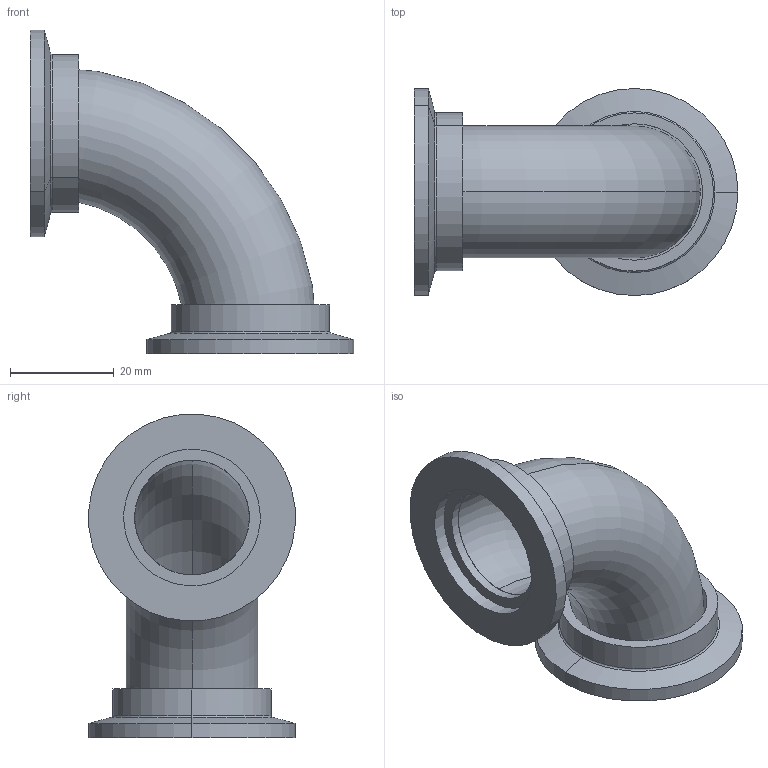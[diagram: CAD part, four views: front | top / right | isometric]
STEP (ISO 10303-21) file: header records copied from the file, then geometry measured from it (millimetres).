
FILE_DESCRIPTION (( 'STEP AP214' ), '1' );
FILE_NAME ('723017.STEP', '2023-12-26T14:55:50', ( '' ), ( '' ), 'SwSTEP 2.0', 'SolidWorks 2022', '' );
FILE_SCHEMA (( 'AUTOMOTIVE_DESIGN' ));
Length unit declared in the file: millimetre
Products named in the file (3): 723017; 042197; 972301
Assembly tree (3 placements, depth 2):
  723017
    972301  x2
    042197
Bounding box: 62.36 x 39.88 x 62.31 mm (x, y, z)
Volume: 14922.4 mm3; surface area: 15885.5 mm2
Topology: 3 solids, 3 shells, 42 faces, 84 edges, 52 vertices
Faces by surface type: cylinder 20, plane 10, torus 8, cone 4
Entity records: 766 total; most frequent: DIRECTION 144, CARTESIAN_POINT 108, ORIENTED_EDGE 96, AXIS2_PLACEMENT_3D 66, EDGE_CURVE 48, CIRCLE 36, EDGE_LOOP 30, VERTEX_POINT 30
